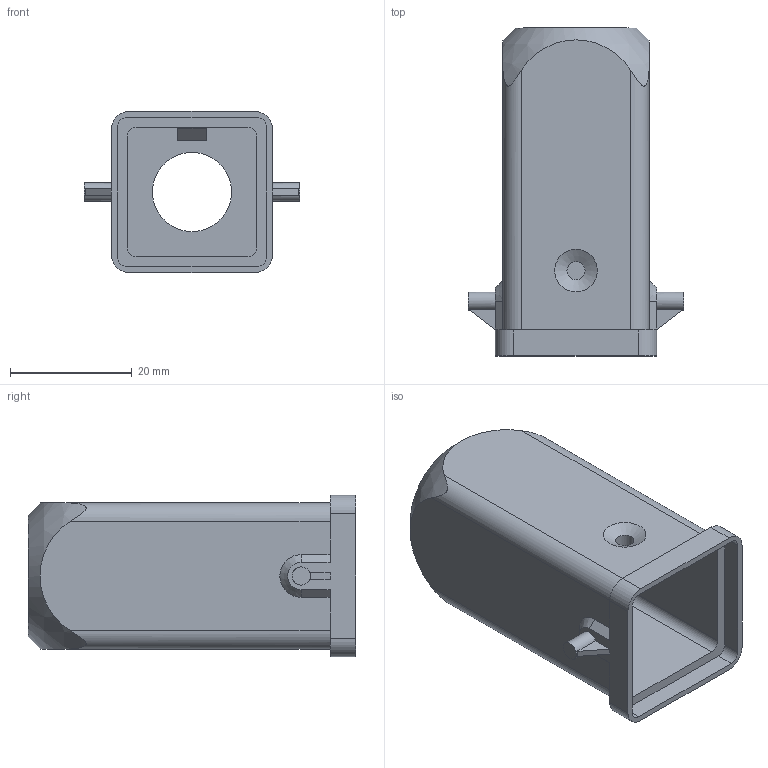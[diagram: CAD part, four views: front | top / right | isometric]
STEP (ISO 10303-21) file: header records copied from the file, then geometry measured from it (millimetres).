
FILE_DESCRIPTION (( 'STEP AP214' ), '1' );
FILE_NAME ('ZP-MC03A-2-STE11M.STEP', '2011-10-27T13:02:28', ( '.adc' ), ( '' ), 'SwSTEP 2.0', 'SolidWorks 2011', '' );
FILE_SCHEMA (( 'AUTOMOTIVE_DESIGN' ));
Length unit declared in the file: millimetre
Products named in the file (1): ZP-MC03A-2-STE11M
Bounding box: 35.5 x 53.89 x 26.5 mm (x, y, z)
Volume: 9304.9 mm3; surface area: 10161.5 mm2
Topology: 1 solids, 1 shells, 65 faces, 174 edges, 116 vertices
Faces by surface type: plane 40, cylinder 21, cone 3, sphere 1
Full cylindrical faces by diameter (mm): 3 x3, 13 x1, 17 x1
Entity records: 2091 total; most frequent: CARTESIAN_POINT 439, DIRECTION 337, ORIENTED_EDGE 326, EDGE_CURVE 163, AXIS2_PLACEMENT_3D 114, VERTEX_POINT 112, VECTOR 109, LINE 109
